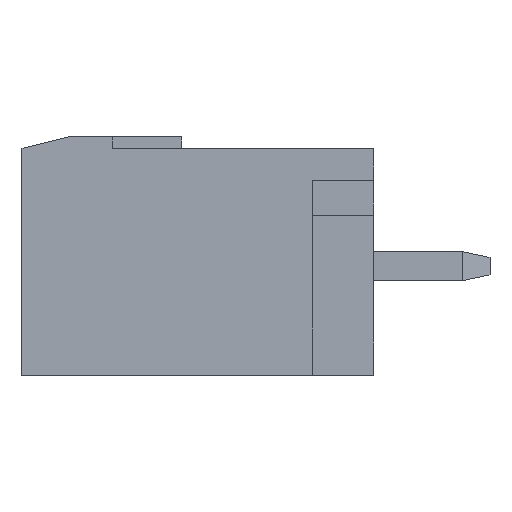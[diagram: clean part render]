
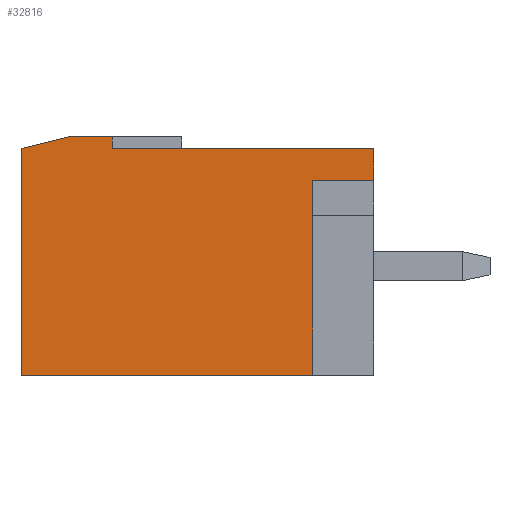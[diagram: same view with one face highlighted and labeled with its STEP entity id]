
A CAD part, left-side view. The second image highlights one B-rep face of the part: STEP entity #32816.
In plain terms, the highlighted planar face has unit normal (-1, 0, 0).
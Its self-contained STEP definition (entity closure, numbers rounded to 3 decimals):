
#242 = ORIENTED_EDGE ( 'NONE', *, *, #5486, .F. ) ;
#785 = ORIENTED_EDGE ( 'NONE', *, *, #21448, .T. ) ;
#1300 = ORIENTED_EDGE ( 'NONE', *, *, #9599, .T. ) ;
#1927 = LINE ( 'NONE', #12616, #15066 ) ;
#2402 = DIRECTION ( 'NONE',  ( 0., 0., 1. ) ) ;
#2900 = ORIENTED_EDGE ( 'NONE', *, *, #28141, .T. ) ;
#2950 = VERTEX_POINT ( 'NONE', #23024 ) ;
#3278 = ORIENTED_EDGE ( 'NONE', *, *, #14969, .F. ) ;
#4350 = CARTESIAN_POINT ( 'NONE',  ( 0., 9., 8.2 ) ) ;
#4888 = DIRECTION ( 'NONE',  ( 0., -1., 0. ) ) ;
#4972 = VERTEX_POINT ( 'NONE', #18032 ) ;
#5135 = DIRECTION ( 'NONE',  ( 0., 0., 1. ) ) ;
#5206 = CARTESIAN_POINT ( 'NONE',  ( 0., 12.1, 8.2 ) ) ;
#5359 = CARTESIAN_POINT ( 'NONE',  ( 0., 9., 8.2 ) ) ;
#5486 = EDGE_CURVE ( 'NONE', #31016, #5722, #14945, .T. ) ;
#5722 = VERTEX_POINT ( 'NONE', #29939 ) ;
#6412 = VECTOR ( 'NONE', #8332, 1000. ) ;
#6873 = ORIENTED_EDGE ( 'NONE', *, *, #17554, .T. ) ;
#6901 = CARTESIAN_POINT ( 'NONE',  ( 0., 12.1, 0. ) ) ;
#7529 = EDGE_CURVE ( 'NONE', #17533, #2950, #27477, .T. ) ;
#7927 = DIRECTION ( 'NONE',  ( 0., 0.97, -0.243 ) ) ;
#8332 = DIRECTION ( 'NONE',  ( 0., 1., 0. ) ) ;
#9599 = EDGE_CURVE ( 'NONE', #10146, #5722, #23697, .T. ) ;
#9628 = LINE ( 'NONE', #19791, #21879 ) ;
#10125 = EDGE_CURVE ( 'NONE', #2950, #4972, #9628, .T. ) ;
#10146 = VERTEX_POINT ( 'NONE', #22925 ) ;
#10439 = VECTOR ( 'NONE', #5135, 1000. ) ;
#10819 = VECTOR ( 'NONE', #19515, 1000. ) ;
#12038 = AXIS2_PLACEMENT_3D ( 'NONE', #26469, #31758, #16479 ) ;
#12392 = ORIENTED_EDGE ( 'NONE', *, *, #10125, .T. ) ;
#12616 = CARTESIAN_POINT ( 'NONE',  ( 0., 0., 8.2 ) ) ;
#13837 = VERTEX_POINT ( 'NONE', #5359 ) ;
#14421 = VECTOR ( 'NONE', #7927, 1000. ) ;
#14908 = EDGE_LOOP ( 'NONE', ( #1300, #242, #6873, #25536, #12392, #26948, #785, #2900, #3278 ) ) ;
#14945 = LINE ( 'NONE', #25089, #10439 ) ;
#14969 = EDGE_CURVE ( 'NONE', #10146, #13837, #30472, .T. ) ;
#15066 = VECTOR ( 'NONE', #25592, 1000. ) ;
#16322 = FACE_OUTER_BOUND ( 'NONE', #14908, .T. ) ;
#16479 = DIRECTION ( 'NONE',  ( 0., 0., -1. ) ) ;
#16665 = DIRECTION ( 'NONE',  ( 0., -1., 0. ) ) ;
#17308 = LINE ( 'NONE', #4350, #10819 ) ;
#17392 = VERTEX_POINT ( 'NONE', #20599 ) ;
#17533 = VERTEX_POINT ( 'NONE', #26539 ) ;
#17554 = EDGE_CURVE ( 'NONE', #31016, #17533, #29797, .T. ) ;
#18032 = CARTESIAN_POINT ( 'NONE',  ( 0., 0., 6.7 ) ) ;
#18701 = CARTESIAN_POINT ( 'NONE',  ( 0., 12.1, 7.8 ) ) ;
#19515 = DIRECTION ( 'NONE',  ( 0., 0., 1. ) ) ;
#19791 = CARTESIAN_POINT ( 'NONE',  ( 0., 0., 6.7 ) ) ;
#20148 = VECTOR ( 'NONE', #2402, 1000. ) ;
#20599 = CARTESIAN_POINT ( 'NONE',  ( 0., 9., 7.8 ) ) ;
#21144 = LINE ( 'NONE', #31235, #6412 ) ;
#21448 = EDGE_CURVE ( 'NONE', #23378, #17392, #21144, .T. ) ;
#21604 = VECTOR ( 'NONE', #4888, 1000. ) ;
#21661 = PLANE ( 'NONE',  #12038 ) ;
#21879 = VECTOR ( 'NONE', #24920, 1000. ) ;
#22367 = CARTESIAN_POINT ( 'NONE',  ( 0., 0., 7.8 ) ) ;
#22925 = CARTESIAN_POINT ( 'NONE',  ( 0., 10.5, 8.2 ) ) ;
#23024 = CARTESIAN_POINT ( 'NONE',  ( 0., 2.1, 6.7 ) ) ;
#23378 = VERTEX_POINT ( 'NONE', #22367 ) ;
#23697 = LINE ( 'NONE', #18701, #14421 ) ;
#24920 = DIRECTION ( 'NONE',  ( 0., -1., 0. ) ) ;
#25089 = CARTESIAN_POINT ( 'NONE',  ( 0., 12.1, 8.2 ) ) ;
#25536 = ORIENTED_EDGE ( 'NONE', *, *, #7529, .T. ) ;
#25592 = DIRECTION ( 'NONE',  ( 0., 0., 1. ) ) ;
#26109 = EDGE_CURVE ( 'NONE', #4972, #23378, #1927, .T. ) ;
#26469 = CARTESIAN_POINT ( 'NONE',  ( 0., 12.1, 8.2 ) ) ;
#26539 = CARTESIAN_POINT ( 'NONE',  ( 0., 2.1, 0. ) ) ;
#26948 = ORIENTED_EDGE ( 'NONE', *, *, #26109, .T. ) ;
#27477 = LINE ( 'NONE', #32276, #20148 ) ;
#27830 = CARTESIAN_POINT ( 'NONE',  ( 0., 12.1, 0. ) ) ;
#28141 = EDGE_CURVE ( 'NONE', #17392, #13837, #17308, .T. ) ;
#29797 = LINE ( 'NONE', #27830, #21604 ) ;
#29939 = CARTESIAN_POINT ( 'NONE',  ( 0., 12.1, 7.8 ) ) ;
#30472 = LINE ( 'NONE', #5206, #32081 ) ;
#31016 = VERTEX_POINT ( 'NONE', #6901 ) ;
#31235 = CARTESIAN_POINT ( 'NONE',  ( 0., 9., 7.8 ) ) ;
#31758 = DIRECTION ( 'NONE',  ( 1., 0., 0. ) ) ;
#32081 = VECTOR ( 'NONE', #16665, 1000. ) ;
#32276 = CARTESIAN_POINT ( 'NONE',  ( 0., 2.1, 6.7 ) ) ;
#32816 = ADVANCED_FACE ( 'NONE', ( #16322 ), #21661, .F. ) ;
